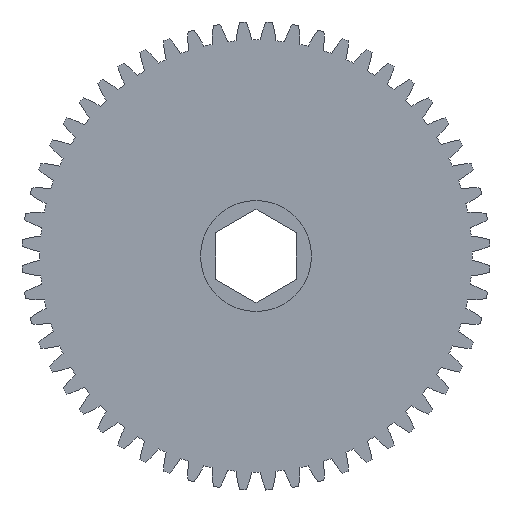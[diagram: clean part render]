
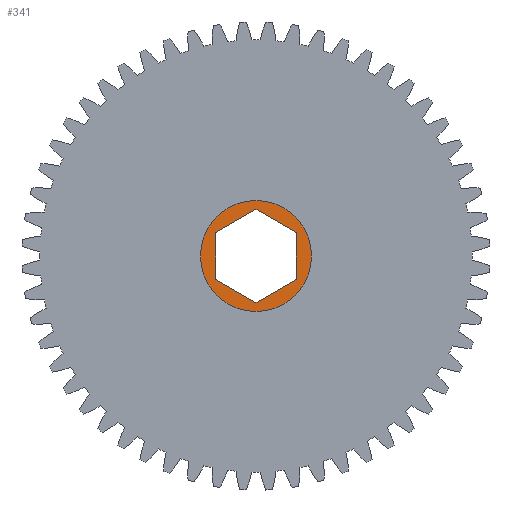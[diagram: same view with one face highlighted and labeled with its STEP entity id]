
A CAD part, left-side view. The second image highlights one B-rep face of the part: STEP entity #341.
In plain terms, the highlighted planar face has unit normal (-1, 0, 0).
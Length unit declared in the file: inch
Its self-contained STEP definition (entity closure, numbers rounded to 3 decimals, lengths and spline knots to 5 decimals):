
#119 = VERTEX_POINT ( 'NONE', #5909 ) ;
#120 = VERTEX_POINT ( 'NONE', #5910 ) ;
#121 = VERTEX_POINT ( 'NONE', #5911 ) ;
#122 = VERTEX_POINT ( 'NONE', #5912 ) ;
#123 = VERTEX_POINT ( 'NONE', #5913 ) ;
#124 = VERTEX_POINT ( 'NONE', #5914 ) ;
#341 = ADVANCED_FACE ( 'NONE', ( #2268, #2275 ), #2280, .F. ) ;
#1754 = CARTESIAN_POINT ( 'NONE',  ( 0., -0.2505, 0.14463 ) ) ;
#1758 = LINE ( 'NONE', #1764, #6288 ) ;
#1759 = LINE ( 'NONE', #1754, #6286 ) ;
#1760 = CARTESIAN_POINT ( 'NONE',  ( 0., 0., 0. ) ) ;
#1761 = DIRECTION ( 'NONE',  ( 1., 0., 0. ) ) ;
#1762 = DIRECTION ( 'NONE',  ( 0., 0., -1. ) ) ;
#1763 = DIRECTION ( 'NONE',  ( 0., 0., -1. ) ) ;
#1764 = CARTESIAN_POINT ( 'NONE',  ( 0., -0.2505, -0.14463 ) ) ;
#1765 = DIRECTION ( 'NONE',  ( 0., 0.866, -0.5 ) ) ;
#1766 = LINE ( 'NONE', #1767, #6291 ) ;
#1767 = CARTESIAN_POINT ( 'NONE',  ( 0., 0., -0.28925 ) ) ;
#1768 = DIRECTION ( 'NONE',  ( 0., 0.866, 0.5 ) ) ;
#1769 = LINE ( 'NONE', #1770, #6292 ) ;
#1770 = CARTESIAN_POINT ( 'NONE',  ( 0., 0.2505, -0.14463 ) ) ;
#1771 = DIRECTION ( 'NONE',  ( 0., 0., 1. ) ) ;
#1772 = LINE ( 'NONE', #1773, #6293 ) ;
#1773 = CARTESIAN_POINT ( 'NONE',  ( 0., 0.2505, 0.14463 ) ) ;
#1774 = DIRECTION ( 'NONE',  ( 0., -0.866, 0.5 ) ) ;
#1775 = LINE ( 'NONE', #1776, #6294 ) ;
#1776 = CARTESIAN_POINT ( 'NONE',  ( 0., 0., 0.28925 ) ) ;
#1777 = DIRECTION ( 'NONE',  ( 0., -0.866, -0.5 ) ) ;
#1806 = CARTESIAN_POINT ( 'NONE',  ( 0., 0., 0. ) ) ;
#1807 = DIRECTION ( 'NONE',  ( 1., 0., 0. ) ) ;
#1808 = DIRECTION ( 'NONE',  ( 0., 0., -1. ) ) ;
#2268 = FACE_OUTER_BOUND ( 'NONE', #7278, .T. ) ;
#2269 = CARTESIAN_POINT ( 'NONE',  ( 0., 0., 0. ) ) ;
#2275 = FACE_BOUND ( 'NONE', #7281, .T. ) ;
#2280 = PLANE ( 'NONE',  #5837 ) ;
#2281 = DIRECTION ( 'NONE',  ( 1., 0., 0. ) ) ;
#2282 = DIRECTION ( 'NONE',  ( 0., 0., -1. ) ) ;
#4809 = VERTEX_POINT ( 'NONE', #5445 ) ;
#4842 = VERTEX_POINT ( 'NONE', #5485 ) ;
#5445 = CARTESIAN_POINT ( 'NONE',  ( 0., 0., 0.34375 ) ) ;
#5485 = CARTESIAN_POINT ( 'NONE',  ( 0., 0., -0.34375 ) ) ;
#5837 = AXIS2_PLACEMENT_3D ( 'NONE', #2269, #2281, #2282 ) ;
#5909 = CARTESIAN_POINT ( 'NONE',  ( 0., -0.2505, 0.14463 ) ) ;
#5910 = CARTESIAN_POINT ( 'NONE',  ( 0., -0.2505, -0.14463 ) ) ;
#5911 = CARTESIAN_POINT ( 'NONE',  ( 0., 0., -0.28925 ) ) ;
#5912 = CARTESIAN_POINT ( 'NONE',  ( 0., 0.2505, -0.14463 ) ) ;
#5913 = CARTESIAN_POINT ( 'NONE',  ( 0., 0.2505, 0.14463 ) ) ;
#5914 = CARTESIAN_POINT ( 'NONE',  ( 0., 0., 0.28925 ) ) ;
#6285 = CIRCLE ( 'NONE', #6289, 0.34375 ) ;
#6286 = VECTOR ( 'NONE', #1763, 39.37008 ) ;
#6288 = VECTOR ( 'NONE', #1765, 39.37008 ) ;
#6289 = AXIS2_PLACEMENT_3D ( 'NONE', #1760, #1761, #1762 ) ;
#6291 = VECTOR ( 'NONE', #1768, 39.37008 ) ;
#6292 = VECTOR ( 'NONE', #1771, 39.37008 ) ;
#6293 = VECTOR ( 'NONE', #1774, 39.37008 ) ;
#6294 = VECTOR ( 'NONE', #1777, 39.37008 ) ;
#6304 = CIRCLE ( 'NONE', #6308, 0.34375 ) ;
#6308 = AXIS2_PLACEMENT_3D ( 'NONE', #1806, #1807, #1808 ) ;
#6644 = EDGE_CURVE ( 'NONE', #4809, #4842, #6285, .T. ) ;
#6645 = EDGE_CURVE ( 'NONE', #119, #120, #1759, .T. ) ;
#6646 = EDGE_CURVE ( 'NONE', #120, #121, #1758, .T. ) ;
#6647 = EDGE_CURVE ( 'NONE', #121, #122, #1766, .T. ) ;
#6648 = EDGE_CURVE ( 'NONE', #122, #123, #1769, .T. ) ;
#6649 = EDGE_CURVE ( 'NONE', #123, #124, #1772, .T. ) ;
#6650 = EDGE_CURVE ( 'NONE', #124, #119, #1775, .T. ) ;
#6660 = EDGE_CURVE ( 'NONE', #4842, #4809, #6304, .T. ) ;
#6788 = ORIENTED_EDGE ( 'NONE', *, *, #6644, .F. ) ;
#6789 = ORIENTED_EDGE ( 'NONE', *, *, #6660, .F. ) ;
#6790 = ORIENTED_EDGE ( 'NONE', *, *, #6645, .T. ) ;
#6791 = ORIENTED_EDGE ( 'NONE', *, *, #6646, .T. ) ;
#6792 = ORIENTED_EDGE ( 'NONE', *, *, #6647, .T. ) ;
#6793 = ORIENTED_EDGE ( 'NONE', *, *, #6648, .T. ) ;
#6794 = ORIENTED_EDGE ( 'NONE', *, *, #6649, .T. ) ;
#6795 = ORIENTED_EDGE ( 'NONE', *, *, #6650, .T. ) ;
#7278 = EDGE_LOOP ( 'NONE', ( #6788, #6789 ) ) ;
#7281 = EDGE_LOOP ( 'NONE', ( #6790, #6791, #6792, #6793, #6794, #6795 ) ) ;
